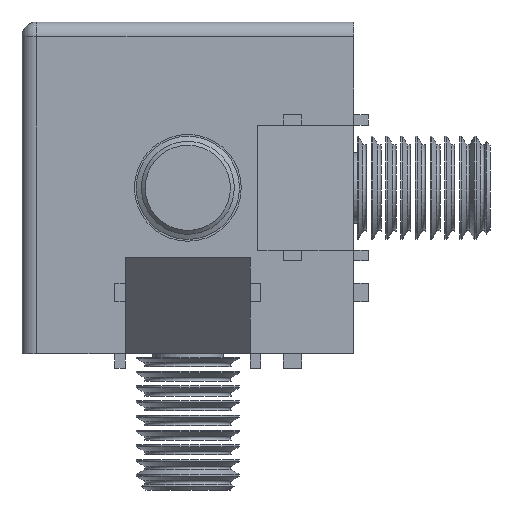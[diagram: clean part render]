
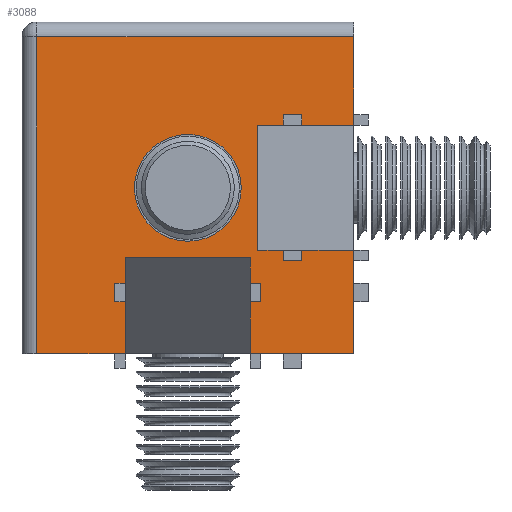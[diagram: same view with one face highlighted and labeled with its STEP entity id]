
A CAD part, left-side view. The second image highlights one B-rep face of the part: STEP entity #3088.
In plain terms, the highlighted planar face has unit normal (-1, 0, 0).
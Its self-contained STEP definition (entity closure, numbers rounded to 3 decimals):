
#60=FACE_BOUND('',#438,.T.);
#125=PLANE('',#3371);
#250=FACE_OUTER_BOUND('',#437,.T.);
#437=EDGE_LOOP('',(#2465,#2466,#2467,#2468,#2469,#2470,#2471,#2472,#2473,
#2474,#2475,#2476,#2477,#2478,#2479,#2480,#2481,#2482,#2483,#2484,#2485,
#2486,#2487,#2488,#2489,#2490,#2491,#2492));
#438=EDGE_LOOP('',(#2493));
#623=LINE('',#4904,#884);
#630=LINE('',#4919,#891);
#646=LINE('',#4950,#907);
#647=LINE('',#4952,#908);
#651=LINE('',#4959,#912);
#656=LINE('',#4972,#917);
#659=LINE('',#4977,#920);
#661=LINE('',#4981,#922);
#675=LINE('',#5009,#936);
#676=LINE('',#5010,#937);
#678=LINE('',#5014,#939);
#681=LINE('',#5019,#942);
#682=LINE('',#5023,#943);
#683=LINE('',#5029,#944);
#692=LINE('',#5051,#953);
#695=LINE('',#5056,#956);
#697=LINE('',#5060,#958);
#703=LINE('',#5074,#964);
#706=LINE('',#5079,#967);
#708=LINE('',#5083,#969);
#722=LINE('',#5111,#983);
#723=LINE('',#5113,#984);
#726=LINE('',#5119,#987);
#731=LINE('',#5127,#992);
#732=LINE('',#5129,#993);
#740=LINE('',#5144,#1001);
#741=LINE('',#5145,#1002);
#742=LINE('',#5147,#1003);
#884=VECTOR('',#3845,1000.);
#891=VECTOR('',#3856,1000.);
#907=VECTOR('',#3882,1000.);
#908=VECTOR('',#3883,1000.);
#912=VECTOR('',#3889,1000.);
#917=VECTOR('',#3898,1000.);
#920=VECTOR('',#3903,1000.);
#922=VECTOR('',#3907,1000.);
#936=VECTOR('',#3931,1000.);
#937=VECTOR('',#3932,1000.);
#939=VECTOR('',#3936,1000.);
#942=VECTOR('',#3941,1000.);
#943=VECTOR('',#3946,1000.);
#944=VECTOR('',#3955,1000.);
#953=VECTOR('',#3970,1000.);
#956=VECTOR('',#3975,1000.);
#958=VECTOR('',#3979,1000.);
#964=VECTOR('',#3989,1000.);
#967=VECTOR('',#3994,1000.);
#969=VECTOR('',#3998,1000.);
#983=VECTOR('',#4022,1000.);
#984=VECTOR('',#4023,1000.);
#987=VECTOR('',#4028,1000.);
#992=VECTOR('',#4035,1000.);
#993=VECTOR('',#4036,1000.);
#1001=VECTOR('',#4052,1000.);
#1002=VECTOR('',#4053,1000.);
#1003=VECTOR('',#4056,1000.);
#1072=CIRCLE('',#3277,7.25);
#1282=VERTEX_POINT('',#4718);
#1343=VERTEX_POINT('',#4902);
#1344=VERTEX_POINT('',#4903);
#1349=VERTEX_POINT('',#4917);
#1350=VERTEX_POINT('',#4918);
#1360=VERTEX_POINT('',#4948);
#1361=VERTEX_POINT('',#4951);
#1363=VERTEX_POINT('',#4957);
#1368=VERTEX_POINT('',#4970);
#1369=VERTEX_POINT('',#4971);
#1370=VERTEX_POINT('',#4976);
#1371=VERTEX_POINT('',#4980);
#1380=VERTEX_POINT('',#5007);
#1381=VERTEX_POINT('',#5013);
#1382=VERTEX_POINT('',#5017);
#1383=VERTEX_POINT('',#5021);
#1384=VERTEX_POINT('',#5027);
#1393=VERTEX_POINT('',#5049);
#1394=VERTEX_POINT('',#5050);
#1395=VERTEX_POINT('',#5055);
#1396=VERTEX_POINT('',#5059);
#1401=VERTEX_POINT('',#5072);
#1402=VERTEX_POINT('',#5073);
#1403=VERTEX_POINT('',#5078);
#1404=VERTEX_POINT('',#5082);
#1413=VERTEX_POINT('',#5109);
#1414=VERTEX_POINT('',#5112);
#1416=VERTEX_POINT('',#5118);
#1419=VERTEX_POINT('',#5128);
#1593=EDGE_CURVE('',#1282,#1282,#1072,.T.);
#1683=EDGE_CURVE('',#1343,#1344,#623,.T.);
#1690=EDGE_CURVE('',#1349,#1350,#630,.T.);
#1706=EDGE_CURVE('',#1349,#1360,#646,.T.);
#1707=EDGE_CURVE('',#1361,#1344,#647,.T.);
#1711=EDGE_CURVE('',#1363,#1360,#651,.T.);
#1716=EDGE_CURVE('',#1368,#1369,#656,.T.);
#1719=EDGE_CURVE('',#1370,#1368,#659,.T.);
#1721=EDGE_CURVE('',#1371,#1370,#661,.T.);
#1735=EDGE_CURVE('',#1380,#1371,#675,.T.);
#1736=EDGE_CURVE('',#1369,#1363,#676,.T.);
#1738=EDGE_CURVE('',#1381,#1361,#678,.T.);
#1742=EDGE_CURVE('',#1380,#1382,#681,.T.);
#1744=EDGE_CURVE('',#1382,#1383,#682,.T.);
#1747=EDGE_CURVE('',#1383,#1384,#683,.T.);
#1756=EDGE_CURVE('',#1393,#1394,#692,.T.);
#1759=EDGE_CURVE('',#1395,#1393,#695,.T.);
#1761=EDGE_CURVE('',#1396,#1395,#697,.T.);
#1767=EDGE_CURVE('',#1401,#1402,#703,.T.);
#1770=EDGE_CURVE('',#1403,#1401,#706,.T.);
#1772=EDGE_CURVE('',#1404,#1403,#708,.T.);
#1786=EDGE_CURVE('',#1404,#1413,#722,.T.);
#1787=EDGE_CURVE('',#1414,#1402,#723,.T.);
#1790=EDGE_CURVE('',#1416,#1414,#726,.T.);
#1795=EDGE_CURVE('',#1416,#1396,#731,.T.);
#1796=EDGE_CURVE('',#1394,#1419,#732,.T.);
#1804=EDGE_CURVE('',#1384,#1419,#740,.T.);
#1805=EDGE_CURVE('',#1413,#1381,#741,.T.);
#1806=EDGE_CURVE('',#1350,#1343,#742,.T.);
#2465=ORIENTED_EDGE('',*,*,#1804,.T.);
#2466=ORIENTED_EDGE('',*,*,#1796,.F.);
#2467=ORIENTED_EDGE('',*,*,#1756,.F.);
#2468=ORIENTED_EDGE('',*,*,#1759,.F.);
#2469=ORIENTED_EDGE('',*,*,#1761,.F.);
#2470=ORIENTED_EDGE('',*,*,#1795,.F.);
#2471=ORIENTED_EDGE('',*,*,#1790,.T.);
#2472=ORIENTED_EDGE('',*,*,#1787,.T.);
#2473=ORIENTED_EDGE('',*,*,#1767,.F.);
#2474=ORIENTED_EDGE('',*,*,#1770,.F.);
#2475=ORIENTED_EDGE('',*,*,#1772,.F.);
#2476=ORIENTED_EDGE('',*,*,#1786,.T.);
#2477=ORIENTED_EDGE('',*,*,#1805,.T.);
#2478=ORIENTED_EDGE('',*,*,#1738,.T.);
#2479=ORIENTED_EDGE('',*,*,#1707,.T.);
#2480=ORIENTED_EDGE('',*,*,#1683,.F.);
#2481=ORIENTED_EDGE('',*,*,#1806,.F.);
#2482=ORIENTED_EDGE('',*,*,#1690,.F.);
#2483=ORIENTED_EDGE('',*,*,#1706,.T.);
#2484=ORIENTED_EDGE('',*,*,#1711,.F.);
#2485=ORIENTED_EDGE('',*,*,#1736,.F.);
#2486=ORIENTED_EDGE('',*,*,#1716,.F.);
#2487=ORIENTED_EDGE('',*,*,#1719,.F.);
#2488=ORIENTED_EDGE('',*,*,#1721,.F.);
#2489=ORIENTED_EDGE('',*,*,#1735,.F.);
#2490=ORIENTED_EDGE('',*,*,#1742,.T.);
#2491=ORIENTED_EDGE('',*,*,#1744,.T.);
#2492=ORIENTED_EDGE('',*,*,#1747,.T.);
#2493=ORIENTED_EDGE('',*,*,#1593,.F.);
#3088=ADVANCED_FACE('',(#250,#60),#125,.F.);
#3277=AXIS2_PLACEMENT_3D('',#4720,#3674,#3675);
#3371=AXIS2_PLACEMENT_3D('',#5146,#4054,#4055);
#3674=DIRECTION('center_axis',(-1.,0.,0.));
#3675=DIRECTION('ref_axis',(0.,0.,
1.));
#3845=DIRECTION('',(0.,0.,1.));
#3856=DIRECTION('',(0.,0.,-1.));
#3882=DIRECTION('',(0.,1.,0.));
#3883=DIRECTION('',(0.,1.,0.));
#3889=DIRECTION('',(0.,0.,-1.));
#3898=DIRECTION('',(0.,0.,-1.));
#3903=DIRECTION('',(0.,1.,0.));
#3907=DIRECTION('',(0.,0.,1.));
#3931=DIRECTION('',(0.,1.,0.));
#3932=DIRECTION('',(0.,1.,0.));
#3936=DIRECTION('',(0.,0.,1.));
#3941=DIRECTION('',(0.,0.,1.));
#3946=DIRECTION('',(0.,1.,0.));
#3955=DIRECTION('',(0.,0.,-1.));
#3970=DIRECTION('',(0.,-1.,0.));
#3975=DIRECTION('',(0.,0.,-1.));
#3979=DIRECTION('',(0.,1.,0.));
#3989=DIRECTION('',(0.,1.,0.));
#3994=DIRECTION('',(0.,0.,1.));
#3998=DIRECTION('',(0.,-1.,0.));
#4022=DIRECTION('',(0.,0.,-1.));
#4023=DIRECTION('',(0.,0.,-1.));
#4028=DIRECTION('',(0.,-1.,0.));
#4035=DIRECTION('',(0.,0.,-1.));
#4036=DIRECTION('',(0.,0.,-1.));
#4052=DIRECTION('',(0.,-1.,0.));
#4053=DIRECTION('',(0.,-1.,0.));
#4054=DIRECTION('center_axis',(1.,0.,0.));
#4055=DIRECTION('ref_axis',(0.,0.,-1.));
#4056=DIRECTION('',(0.,-1.,0.));
#4718=CARTESIAN_POINT('',(-21.5,3.926,-29.75));
#4720=CARTESIAN_POINT('Origin',(-21.5,3.926,-22.5));
#4902=CARTESIAN_POINT('',(-21.5,-11.524,-32.4));
#4903=CARTESIAN_POINT('',(-21.5,-11.524,-31.));
#4904=CARTESIAN_POINT('',(-21.5,-11.524,-31.));
#4917=CARTESIAN_POINT('',(-21.5,-9.024,-31.));
#4918=CARTESIAN_POINT('',(-21.5,-9.024,-32.4));
#4919=CARTESIAN_POINT('',(-21.5,-9.024,-31.));
#4948=CARTESIAN_POINT('',(-21.5,-5.574,-31.));
#4950=CARTESIAN_POINT('',(-21.5,-18.574,-31.));
#4951=CARTESIAN_POINT('',(-21.5,-18.574,-31.));
#4952=CARTESIAN_POINT('',(-21.5,-18.574,-31.));
#4957=CARTESIAN_POINT('',(-21.5,-5.574,-14.));
#4959=CARTESIAN_POINT('',(-21.5,-5.574,-14.));
#4970=CARTESIAN_POINT('',(-21.5,-9.024,-12.6));
#4971=CARTESIAN_POINT('',(-21.5,-9.024,-14.));
#4972=CARTESIAN_POINT('',(-21.5,-9.024,-14.));
#4976=CARTESIAN_POINT('',(-21.5,-11.524,-12.6));
#4977=CARTESIAN_POINT('',(-21.5,-11.524,-12.6));
#4980=CARTESIAN_POINT('',(-21.5,-11.524,-14.));
#4981=CARTESIAN_POINT('',(-21.5,-11.524,-14.));
#5007=CARTESIAN_POINT('',(-21.5,-18.574,-14.));
#5009=CARTESIAN_POINT('',(-21.5,-18.574,-14.));
#5010=CARTESIAN_POINT('',(-21.5,-18.574,-14.));
#5013=CARTESIAN_POINT('',(-21.5,-18.574,-45.));
#5014=CARTESIAN_POINT('',(-21.5,-18.574,0.));
#5017=CARTESIAN_POINT('',(-21.5,-18.574,-2.));
#5019=CARTESIAN_POINT('',(-21.5,-18.574,0.));
#5021=CARTESIAN_POINT('',(-21.5,24.426,-2.));
#5023=CARTESIAN_POINT('',(-21.5,26.426,-2.));
#5027=CARTESIAN_POINT('',(-21.5,24.426,-45.));
#5029=CARTESIAN_POINT('',(-21.5,24.426,-45.));
#5049=CARTESIAN_POINT('',(-21.5,13.826,-37.95));
#5050=CARTESIAN_POINT('',(-21.5,12.426,-37.95));
#5051=CARTESIAN_POINT('',(-21.5,13.826,-37.95));
#5055=CARTESIAN_POINT('',(-21.5,13.826,-35.45));
#5056=CARTESIAN_POINT('',(-21.5,13.826,-37.95));
#5059=CARTESIAN_POINT('',(-21.5,12.426,-35.45));
#5060=CARTESIAN_POINT('',(-21.5,13.826,-35.45));
#5072=CARTESIAN_POINT('',(-21.5,-5.974,-35.45));
#5073=CARTESIAN_POINT('',(-21.5,-4.574,-35.45));
#5074=CARTESIAN_POINT('',(-21.5,-4.574,-35.45));
#5078=CARTESIAN_POINT('',(-21.5,-5.974,-37.95));
#5079=CARTESIAN_POINT('',(-21.5,-5.974,-37.95));
#5082=CARTESIAN_POINT('',(-21.5,-4.574,-37.95));
#5083=CARTESIAN_POINT('',(-21.5,-4.574,-37.95));
#5109=CARTESIAN_POINT('',(-21.5,-4.574,-45.));
#5111=CARTESIAN_POINT('',(-21.5,-4.574,-45.));
#5112=CARTESIAN_POINT('',(-21.5,-4.574,-32.));
#5113=CARTESIAN_POINT('',(-21.5,-4.574,-45.));
#5118=CARTESIAN_POINT('',(-21.5,12.426,-32.));
#5119=CARTESIAN_POINT('',(-21.5,12.426,-32.));
#5127=CARTESIAN_POINT('',(-21.5,12.426,-45.));
#5128=CARTESIAN_POINT('',(-21.5,12.426,-45.));
#5129=CARTESIAN_POINT('',(-21.5,12.426,-45.));
#5144=CARTESIAN_POINT('',(-21.5,-18.574,-45.));
#5145=CARTESIAN_POINT('',(-21.5,-18.574,-45.));
#5146=CARTESIAN_POINT('Origin',(-21.5,26.426,-45.));
#5147=CARTESIAN_POINT('',(-21.5,-11.524,-32.4));
